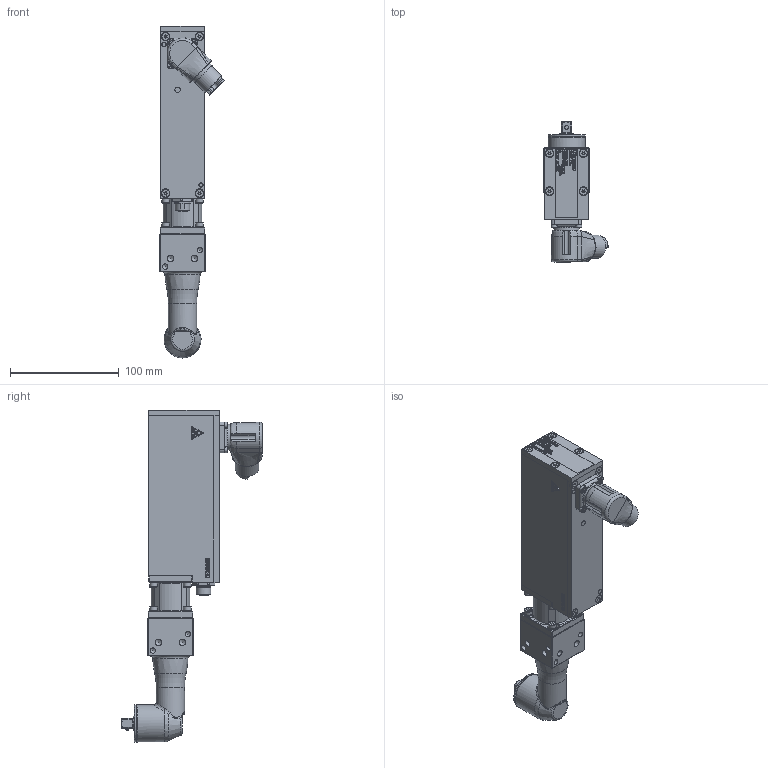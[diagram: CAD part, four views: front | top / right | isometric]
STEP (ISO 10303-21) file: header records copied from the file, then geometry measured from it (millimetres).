
FILE_DESCRIPTION(/* description */ (''),/* implementation_level */ '2;1');
FILE_NAME(/* name */ '50MAD51P3E_IAM_001.iam.step',/* time_stamp */ '2021-07-26T11:13:31+02:00',/* author */ ('cideon'),/* organization */ (''),/* preprocessor_version */ 'ST-DEVELOPER v17.2',/* originating_system */ 'Autodesk Inventor 2019',/* authorisation */ '');
FILE_SCHEMA (('AUTOMOTIVE_DESIGN { 1 0 10303 214 3 1 1 }'));
Products named in the file (1): Bauteil1
Bounding box: 59.41 x 129.03 x 304.9 mm (x, y, z)
Volume: 612763 mm3; surface area: 78235.3 mm2
Topology: 1 solids, 77 shells, 2914 faces, 7980 edges, 5244 vertices
Faces by surface type: plane 1589, bspline 658, cylinder 544, cone 76, torus 45, sphere 2
Full cylindrical faces by diameter (mm): 0.9 x8, 2 x9, 2.4 x1, 3.2 x2, 3.23 x1, 3.242 x1, 4 x6, 4.917 x8, 5.1 x4, 5.5 x4, 6 x8, 7 x16, 8 x8, 10.92 x4, 12.1 x1, 12.2 x1, 14 x1, 14.6 x1, 16.2 x1, 20 x1, 21.55 x1, 22.9 x1, 23.805 x1, 26 x1, 31.2 x1, 34 x2
Entity records: 118972 total; most frequent: CARTESIAN_POINT 45886, ORIENTED_EDGE 15730, DIRECTION 12731, EDGE_CURVE 7941, VERTEX_POINT 5244, LINE 4635, VECTOR 4635, AXIS2_PLACEMENT_3D 4048
